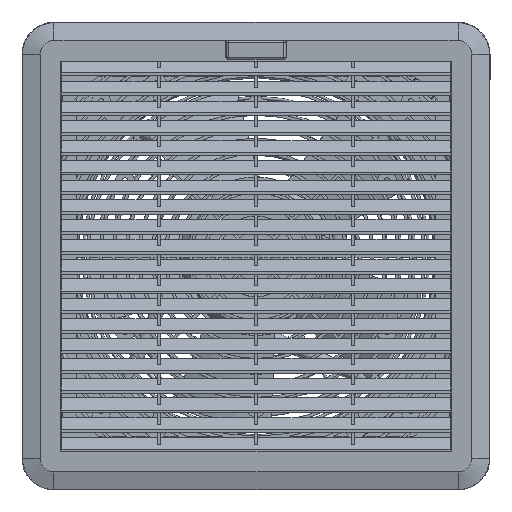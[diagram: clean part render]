
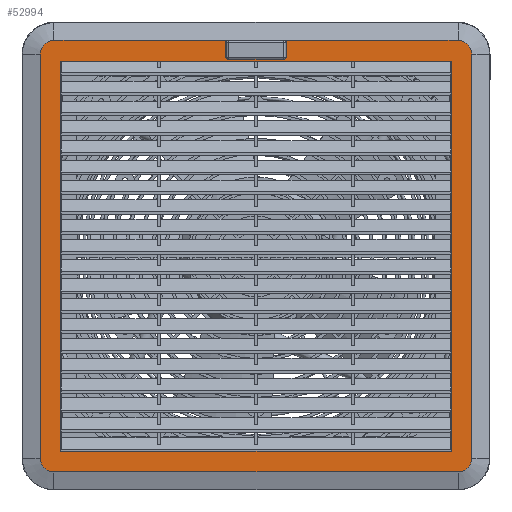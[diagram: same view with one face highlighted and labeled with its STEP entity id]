
A CAD part, top view. The second image highlights one B-rep face of the part: STEP entity #52994.
In plain terms, the highlighted face is planar.
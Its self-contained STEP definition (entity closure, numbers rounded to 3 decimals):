
#5017=LINE('',#81771,#9901);
#5021=LINE('',#81781,#9905);
#5253=LINE('',#82261,#10137);
#5261=LINE('',#82285,#10145);
#5265=LINE('',#82296,#10149);
#5380=LINE('',#82525,#10264);
#5386=LINE('',#82538,#10270);
#5390=LINE('',#82545,#10274);
#5395=LINE('',#82555,#10279);
#5403=LINE('',#82577,#10287);
#5405=LINE('',#82582,#10289);
#5406=LINE('',#82583,#10290);
#9901=VECTOR('',#66361,10.);
#9905=VECTOR('',#66371,10.);
#10137=VECTOR('',#66865,10.);
#10145=VECTOR('',#66889,10.);
#10149=VECTOR('',#66901,10.);
#10264=VECTOR('',#67170,10.);
#10270=VECTOR('',#67186,10.);
#10274=VECTOR('',#67192,10.);
#10279=VECTOR('',#67203,10.);
#10287=VECTOR('',#67233,10.);
#10289=VECTOR('',#67237,10.);
#10290=VECTOR('',#67238,10.);
#13531=FACE_BOUND('',#18150,.T.);
#14946=FACE_OUTER_BOUND('',#18149,.T.);
#18149=EDGE_LOOP('',(#42567,#42568,#42569,#42570,#42571,#42572,#42573,#42574,
#42575,#42576,#42577,#42578,#42579,#42580,#42581,#42582));
#18150=EDGE_LOOP('',(#42583,#42584,#42585,#42586));
#20636=CIRCLE('',#56679,7.312);
#20637=CIRCLE('',#56682,7.312);
#20647=CIRCLE('',#56809,1.);
#20649=CIRCLE('',#56813,1.);
#20651=CIRCLE('',#56817,1.);
#20653=CIRCLE('',#56821,1.);
#20655=CIRCLE('',#56913,7.312);
#20658=CIRCLE('',#56927,7.312);
#24136=VERTEX_POINT('',#81768);
#24137=VERTEX_POINT('',#81770);
#24138=VERTEX_POINT('',#81774);
#24140=VERTEX_POINT('',#81779);
#24142=VERTEX_POINT('',#81785);
#24247=VERTEX_POINT('',#82251);
#24248=VERTEX_POINT('',#82252);
#24251=VERTEX_POINT('',#82260);
#24253=VERTEX_POINT('',#82266);
#24255=VERTEX_POINT('',#82272);
#24257=VERTEX_POINT('',#82278);
#24259=VERTEX_POINT('',#82284);
#24261=VERTEX_POINT('',#82290);
#24298=VERTEX_POINT('',#82521);
#24299=VERTEX_POINT('',#82523);
#24301=VERTEX_POINT('',#82537);
#24303=VERTEX_POINT('',#82543);
#24305=VERTEX_POINT('',#82553);
#24307=VERTEX_POINT('',#82562);
#24310=VERTEX_POINT('',#82580);
#30338=EDGE_CURVE('',#24136,#24137,#5017,.T.);
#30341=EDGE_CURVE('',#24138,#24136,#20636,.T.);
#30343=EDGE_CURVE('',#24140,#24138,#5021,.T.);
#30346=EDGE_CURVE('',#24142,#24140,#20637,.T.);
#30587=EDGE_CURVE('',#24247,#24248,#20647,.T.);
#30591=EDGE_CURVE('',#24251,#24247,#5253,.T.);
#30594=EDGE_CURVE('',#24253,#24251,#20649,.T.);
#30600=EDGE_CURVE('',#24257,#24255,#20651,.T.);
#30603=EDGE_CURVE('',#24259,#24257,#5261,.T.);
#30606=EDGE_CURVE('',#24261,#24259,#20653,.T.);
#30609=EDGE_CURVE('',#24248,#24261,#5265,.T.);
#30724=EDGE_CURVE('',#24298,#24299,#5380,.T.);
#30730=EDGE_CURVE('',#24301,#24298,#5386,.T.);
#30734=EDGE_CURVE('',#24299,#24303,#5390,.T.);
#30739=EDGE_CURVE('',#24305,#24142,#5395,.T.);
#30743=EDGE_CURVE('',#24307,#24305,#20655,.T.);
#30750=EDGE_CURVE('',#24303,#24301,#5403,.T.);
#30752=EDGE_CURVE('',#24310,#24255,#5405,.T.);
#30753=EDGE_CURVE('',#24253,#24307,#5406,.T.);
#30759=EDGE_CURVE('',#24137,#24310,#20658,.T.);
#42567=ORIENTED_EDGE('',*,*,#30600,.T.);
#42568=ORIENTED_EDGE('',*,*,#30752,.F.);
#42569=ORIENTED_EDGE('',*,*,#30759,.F.);
#42570=ORIENTED_EDGE('',*,*,#30338,.F.);
#42571=ORIENTED_EDGE('',*,*,#30341,.F.);
#42572=ORIENTED_EDGE('',*,*,#30343,.F.);
#42573=ORIENTED_EDGE('',*,*,#30346,.F.);
#42574=ORIENTED_EDGE('',*,*,#30739,.F.);
#42575=ORIENTED_EDGE('',*,*,#30743,.F.);
#42576=ORIENTED_EDGE('',*,*,#30753,.F.);
#42577=ORIENTED_EDGE('',*,*,#30594,.T.);
#42578=ORIENTED_EDGE('',*,*,#30591,.T.);
#42579=ORIENTED_EDGE('',*,*,#30587,.T.);
#42580=ORIENTED_EDGE('',*,*,#30609,.T.);
#42581=ORIENTED_EDGE('',*,*,#30606,.T.);
#42582=ORIENTED_EDGE('',*,*,#30603,.T.);
#42583=ORIENTED_EDGE('',*,*,#30750,.T.);
#42584=ORIENTED_EDGE('',*,*,#30730,.T.);
#42585=ORIENTED_EDGE('',*,*,#30724,.T.);
#42586=ORIENTED_EDGE('',*,*,#30734,.T.);
#50972=PLANE('',#56933);
#52994=ADVANCED_FACE('',(#14946,#13531),#50972,.T.);
#56679=AXIS2_PLACEMENT_3D('',#81776,#66366,#66367);
#56682=AXIS2_PLACEMENT_3D('',#81787,#66376,#66377);
#56809=AXIS2_PLACEMENT_3D('',#82253,#66857,#66858);
#56813=AXIS2_PLACEMENT_3D('',#82267,#66870,#66871);
#56817=AXIS2_PLACEMENT_3D('',#82279,#66882,#66883);
#56821=AXIS2_PLACEMENT_3D('',#82291,#66894,#66895);
#56913=AXIS2_PLACEMENT_3D('',#82564,#67213,#67214);
#56927=AXIS2_PLACEMENT_3D('',#82595,#67254,#67255);
#56933=AXIS2_PLACEMENT_3D('',#82602,#67267,#67268);
#66361=DIRECTION('',(0.,0.,-1.));
#66366=DIRECTION('center_axis',(0.,-1.,0.));
#66367=DIRECTION('ref_axis',(0.,0.,1.));
#66371=DIRECTION('',(-1.,0.,0.));
#66376=DIRECTION('center_axis',(0.,-1.,0.));
#66377=DIRECTION('ref_axis',(1.,0.,0.));
#66857=DIRECTION('center_axis',(0.,-1.,0.));
#66858=DIRECTION('ref_axis',(0.,0.,1.));
#66865=DIRECTION('',(0.,0.,1.));
#66870=DIRECTION('center_axis',(0.,-1.,0.));
#66871=DIRECTION('ref_axis',(1.,0.,0.));
#66882=DIRECTION('center_axis',(0.,-1.,0.));
#66883=DIRECTION('ref_axis',(0.,0.,-1.));
#66889=DIRECTION('',(0.,0.,-1.));
#66894=DIRECTION('center_axis',(0.,-1.,0.));
#66895=DIRECTION('ref_axis',(-1.,0.,0.));
#66901=DIRECTION('',(-1.,0.,0.));
#67170=DIRECTION('',(-1.,0.,0.));
#67186=DIRECTION('',(0.,0.,1.));
#67192=DIRECTION('',(0.,0.,-1.));
#67203=DIRECTION('',(0.,0.,1.));
#67213=DIRECTION('center_axis',(0.,-1.,0.));
#67214=DIRECTION('ref_axis',(0.,0.,-1.));
#67233=DIRECTION('',(1.,0.,0.));
#67237=DIRECTION('',(1.,0.,0.));
#67238=DIRECTION('',(1.,0.,0.));
#67254=DIRECTION('center_axis',(0.,-1.,0.));
#67255=DIRECTION('ref_axis',(-1.,0.,0.));
#67267=DIRECTION('center_axis',(0.,1.,0.));
#67268=DIRECTION('ref_axis',(1.,0.,0.));
#81768=CARTESIAN_POINT('',(-114.812,13.136,107.5));
#81770=CARTESIAN_POINT('',(-114.812,13.136,-107.5));
#81771=CARTESIAN_POINT('',(-114.812,13.136,107.5));
#81774=CARTESIAN_POINT('',(-107.5,13.136,114.812));
#81776=CARTESIAN_POINT('Origin',(-107.5,13.136,107.5));
#81779=CARTESIAN_POINT('',(107.5,13.136,114.812));
#81781=CARTESIAN_POINT('',(107.5,13.136,114.812));
#81785=CARTESIAN_POINT('',(114.812,13.136,107.5));
#81787=CARTESIAN_POINT('Origin',(107.5,13.136,107.5));
#82251=CARTESIAN_POINT('',(16.,13.136,-105.812));
#82252=CARTESIAN_POINT('',(15.,13.136,-104.812));
#82253=CARTESIAN_POINT('Origin',(15.,13.136,-105.812));
#82260=CARTESIAN_POINT('',(16.,13.136,-113.812));
#82261=CARTESIAN_POINT('',(16.,13.136,-3.156));
#82266=CARTESIAN_POINT('',(15.,13.136,-114.812));
#82267=CARTESIAN_POINT('Origin',(15.,13.136,-113.812));
#82272=CARTESIAN_POINT('',(-15.,13.136,-114.812));
#82278=CARTESIAN_POINT('',(-16.,13.136,-113.812));
#82279=CARTESIAN_POINT('Origin',(-15.,13.136,-113.812));
#82284=CARTESIAN_POINT('',(-16.,13.136,-105.812));
#82285=CARTESIAN_POINT('',(-16.,13.136,0.844));
#82290=CARTESIAN_POINT('',(-15.,13.136,-104.812));
#82291=CARTESIAN_POINT('Origin',(-15.,13.136,-105.812));
#82296=CARTESIAN_POINT('',(-49.906,13.136,-104.812));
#82521=CARTESIAN_POINT('',(103.812,13.136,103.812));
#82523=CARTESIAN_POINT('',(-103.812,13.136,103.812));
#82525=CARTESIAN_POINT('',(107.5,13.136,103.812));
#82537=CARTESIAN_POINT('',(103.812,13.136,-103.812));
#82538=CARTESIAN_POINT('',(103.812,13.136,-107.5));
#82543=CARTESIAN_POINT('',(-103.812,13.136,-103.812));
#82545=CARTESIAN_POINT('',(-103.812,13.136,107.5));
#82553=CARTESIAN_POINT('',(114.812,13.136,-107.5));
#82555=CARTESIAN_POINT('',(114.812,13.136,-107.5));
#82562=CARTESIAN_POINT('',(107.5,13.136,-114.812));
#82564=CARTESIAN_POINT('Origin',(107.5,13.136,-107.5));
#82577=CARTESIAN_POINT('',(-107.5,13.136,-103.812));
#82580=CARTESIAN_POINT('',(-107.5,13.136,-114.812));
#82582=CARTESIAN_POINT('',(-107.5,13.136,-114.812));
#82583=CARTESIAN_POINT('',(-107.5,13.136,-114.812));
#82595=CARTESIAN_POINT('Origin',(-107.5,13.136,-107.5));
#82602=CARTESIAN_POINT('Origin',(-114.812,13.136,107.5));
